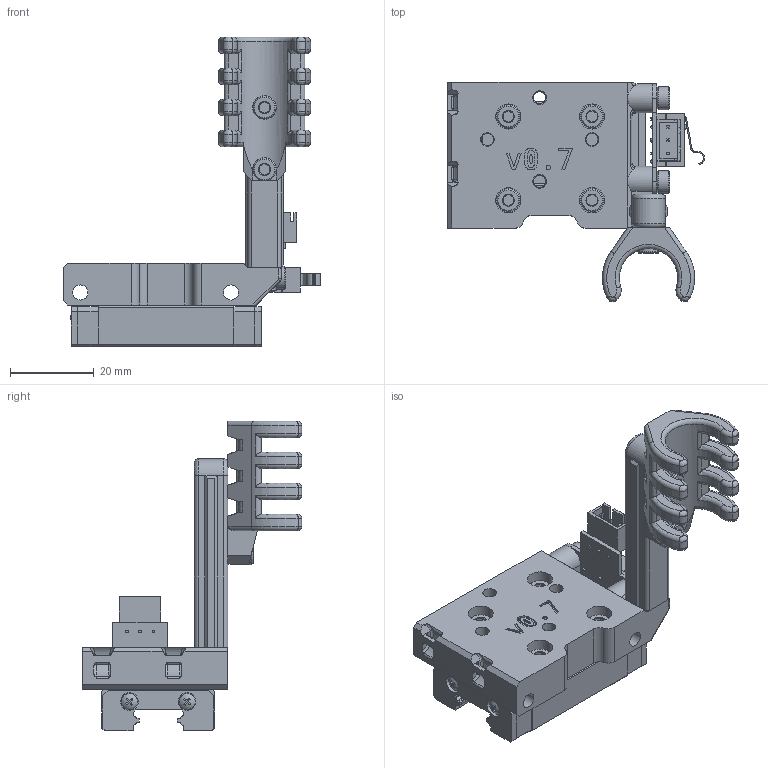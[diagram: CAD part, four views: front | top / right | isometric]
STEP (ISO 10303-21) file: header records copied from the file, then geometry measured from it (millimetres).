
FILE_DESCRIPTION(/* description */ (''),/* implementation_level */ '2;1');
FILE_NAME(/* name */ 'top_left_endstop_anchor.step',/* time_stamp */ '2023-11-02T13:09:40-05:00',/* author */ (''),/* organization */ (''),/* preprocessor_version */ 'ST-DEVELOPER v20',/* originating_system */ 'Autodesk Translation Framework v12.14.0.127',/* authorisation */ '');
FILE_SCHEMA (('AUTOMOTIVE_DESIGN { 1 0 10303 214 3 1 1 }'));
Length unit declared in the file: millimetre
Products named in the file (14): top_left_endstop_anchor; top_left_endstop_anchor_1; Hardware; Left Endstop with Anchor; Cable Guide; cable_guide; Cable Anchor; Horizontal Limit Switch; Screw, M3 x 6mm, SHCS; Left Common; PN596; Screw, M3 x 8mm, SHCS; 91292A112_18-8 Stainless Steel Socket Head Screw; PN632
Assembly tree (28 placements, depth 6):
  top_left_endstop_anchor
    top_left_endstop_anchor_1
    Hardware
      Left Endstop with Anchor
        PN596  x2
        Cable Guide
          cable_guide
          Cable Anchor
          PN596  x3
          Screw, M3 x 8mm, SHCS  x2
            91292A112_18-8 Stainless Steel Socket Head Screw
        Horizontal Limit Switch
        Screw, M3 x 6mm, SHCS  x3
      Left Common
        PN596  x4
        Screw, M3 x 8mm, SHCS  x4
          91292A112_18-8 Stainless Steel Socket Head Screw
        PN632
Bounding box: 61.35 x 52.43 x 74 mm (x, y, z)
Volume: 31255.8 mm3; surface area: 21864.9 mm2
Topology: 31 solids, 31 shells, 2143 faces, 5672 edges, 3686 vertices
Faces by surface type: bspline 781, plane 646, cylinder 514, cone 124, torus 74, sphere 4
Full cylindrical faces by diameter (mm): 2.5 x4, 2.9 x9, 3 x13, 3.2 x2, 3.3 x16, 3.6 x2, 4.2 x13, 4.25 x9, 4.6 x9, 4.7 x9, 5.5 x9, 5.6 x1, 6 x5, 6.4 x4
Entity records: 36535 total; most frequent: CARTESIAN_POINT 10038, ORIENTED_EDGE 5508, DIRECTION 5153, EDGE_CURVE 2754, AXIS2_PLACEMENT_3D 1821, VERTEX_POINT 1779, LINE 1511, VECTOR 1511
